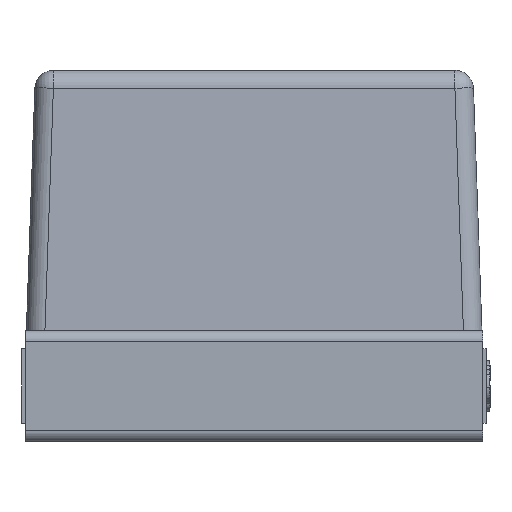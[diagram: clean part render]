
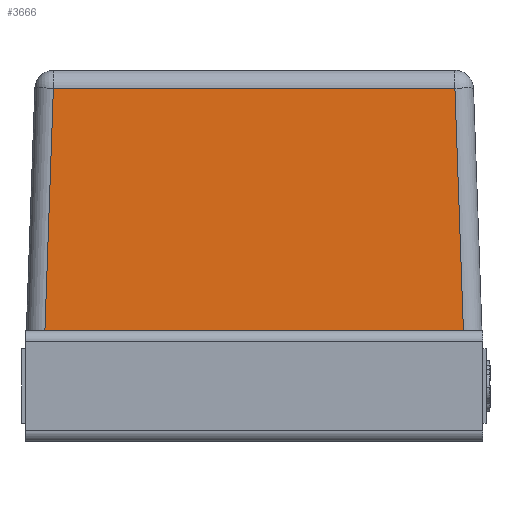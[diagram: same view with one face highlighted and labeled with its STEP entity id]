
A CAD part, left-side view. The second image highlights one B-rep face of the part: STEP entity #3666.
In plain terms, the highlighted planar face has unit normal (-0.999, 0, 0.035).
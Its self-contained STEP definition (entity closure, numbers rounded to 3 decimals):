
#51 = VERTEX_POINT ( 'NONE', #4667 ) ;
#211 = ORIENTED_EDGE ( 'NONE', *, *, #11310, .T. ) ;
#248 = CARTESIAN_POINT ( 'NONE',  ( -0.63, -0.565, 0.198 ) ) ;
#700 = DIRECTION ( 'NONE',  ( 0.035, 0., 0.999 ) ) ;
#846 = LINE ( 'NONE', #10272, #964 ) ;
#964 = VECTOR ( 'NONE', #15181, 1000. ) ;
#1253 = ORIENTED_EDGE ( 'NONE', *, *, #15806, .T. ) ;
#1674 = LINE ( 'NONE', #248, #4317 ) ;
#1927 = CARTESIAN_POINT ( 'NONE',  ( -0.63, -0.615, 0.2 ) ) ;
#3666 = ADVANCED_FACE ( 'NONE', ( #4466 ), #7918, .T. ) ;
#4002 = EDGE_CURVE ( 'NONE', #14564, #6458, #846, .T. ) ;
#4255 = EDGE_CURVE ( 'NONE', #51, #14564, #6607, .T. ) ;
#4317 = VECTOR ( 'NONE', #8739, 1000. ) ;
#4466 = FACE_OUTER_BOUND ( 'NONE', #7251, .T. ) ;
#4667 = CARTESIAN_POINT ( 'NONE',  ( -0.605, -0.541, 0.902 ) ) ;
#4694 = LINE ( 'NONE', #6962, #5666 ) ;
#5666 = VECTOR ( 'NONE', #14492, 1000. ) ;
#6458 = VERTEX_POINT ( 'NONE', #10147 ) ;
#6607 = LINE ( 'NONE', #6686, #11723 ) ;
#6686 = CARTESIAN_POINT ( 'NONE',  ( -0.605, -0.615, 0.902 ) ) ;
#6949 = ORIENTED_EDGE ( 'NONE', *, *, #4255, .T. ) ;
#6962 = CARTESIAN_POINT ( 'NONE',  ( -0.628, -0.615, 0.248 ) ) ;
#7251 = EDGE_LOOP ( 'NONE', ( #6949, #11001, #1253, #211 ) ) ;
#7847 = DIRECTION ( 'NONE',  ( -0.999, 0., 0.035 ) ) ;
#7918 = PLANE ( 'NONE',  #15845 ) ;
#7956 = CARTESIAN_POINT ( 'NONE',  ( -0.605, 0.541, 0.902 ) ) ;
#8739 = DIRECTION ( 'NONE',  ( 0.035, 0.035, 0.999 ) ) ;
#9366 = VERTEX_POINT ( 'NONE', #13279 ) ;
#10147 = CARTESIAN_POINT ( 'NONE',  ( -0.628, 0.563, 0.248 ) ) ;
#10272 = CARTESIAN_POINT ( 'NONE',  ( -0.629, 0.564, 0.241 ) ) ;
#11001 = ORIENTED_EDGE ( 'NONE', *, *, #4002, .T. ) ;
#11310 = EDGE_CURVE ( 'NONE', #9366, #51, #1674, .T. ) ;
#11616 = DIRECTION ( 'NONE',  ( 0., 1., 0. ) ) ;
#11723 = VECTOR ( 'NONE', #11616, 1000. ) ;
#13279 = CARTESIAN_POINT ( 'NONE',  ( -0.628, -0.563, 0.248 ) ) ;
#14492 = DIRECTION ( 'NONE',  ( 0., -1., 0. ) ) ;
#14564 = VERTEX_POINT ( 'NONE', #7956 ) ;
#15181 = DIRECTION ( 'NONE',  ( -0.035, 0.035, -0.999 ) ) ;
#15806 = EDGE_CURVE ( 'NONE', #6458, #9366, #4694, .T. ) ;
#15845 = AXIS2_PLACEMENT_3D ( 'NONE', #1927, #7847, #700 ) ;
